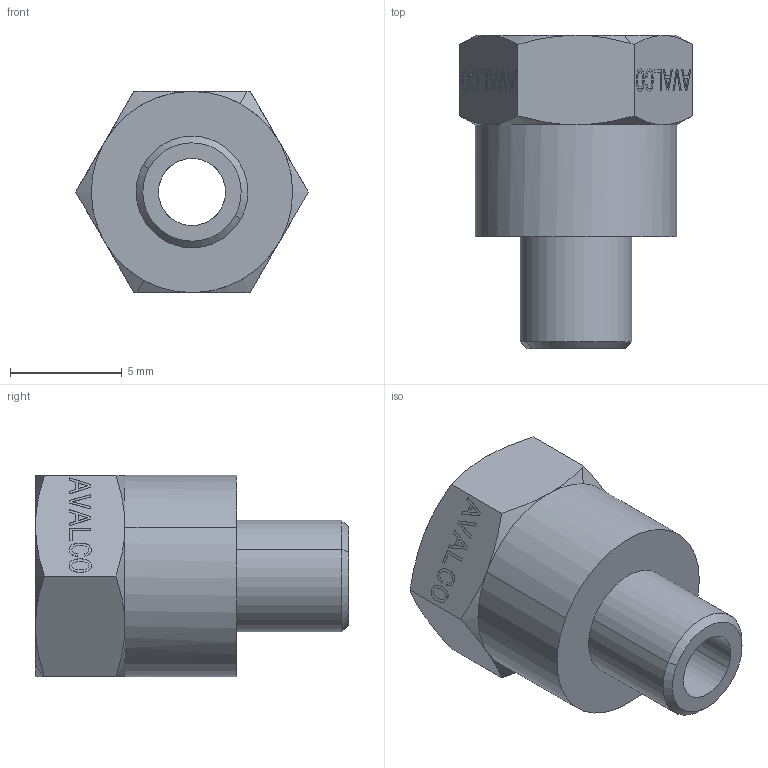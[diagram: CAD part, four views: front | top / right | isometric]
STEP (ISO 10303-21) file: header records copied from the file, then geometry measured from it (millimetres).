
FILE_DESCRIPTION(( 'RA.39.M5.14.stp' ), '1');
FILE_NAME( 'RA.39.M5.14.stp', '2018-10-11T17:16:47',( 'Sopra'),('sopra-pneumatic.com'), 'SwSTEP 2.0','SolidWorks 2009','' );
FILE_SCHEMA(('CONFIG_CONTROL_DESIGN'));
Length unit declared in the file: millimetre
Products named in the file (1): DN525-M5H-H9
Bounding box: 10.39 x 14 x 9 mm (x, y, z)
Volume: 536.8 mm3; surface area: 621.8 mm2
Topology: 1 solids, 1 shells, 375 faces, 1017 edges, 672 vertices
Faces by surface type: plane 345, cone 22, cylinder 8
Entity records: 11221 total; most frequent: CARTESIAN_POINT 2113, ORIENTED_EDGE 2034, DIRECTION 1567, EDGE_CURVE 1017, VECTOR 951, LINE 951, VERTEX_POINT 672, EDGE_LOOP 405
